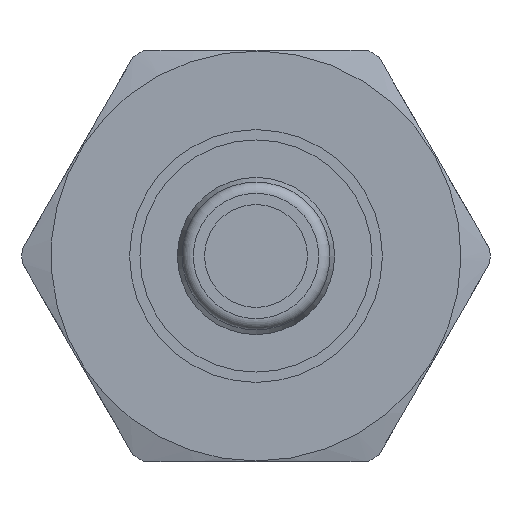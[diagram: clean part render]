
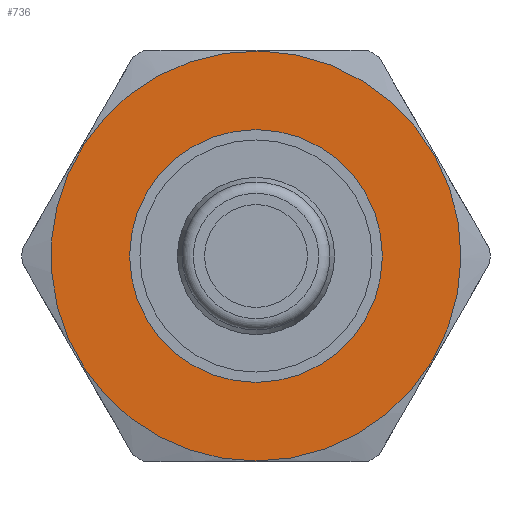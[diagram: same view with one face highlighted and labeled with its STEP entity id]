
A CAD part, front view. The second image highlights one B-rep face of the part: STEP entity #736.
In plain terms, the highlighted planar face has unit normal (0, -1, 0).
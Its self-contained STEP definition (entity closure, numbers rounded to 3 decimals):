
#73=PLANE('',#783);
#92=ORIENTED_EDGE('',*,*,#209,.F.);
#93=ORIENTED_EDGE('',*,*,#210,.T.);
#209=EDGE_CURVE('',#268,#268,#315,.T.);
#210=EDGE_CURVE('',#269,#269,#316,.T.);
#268=VERTEX_POINT('',#1021);
#269=VERTEX_POINT('',#1023);
#315=CIRCLE('',#784,6.75);
#316=CIRCLE('',#785,10.95);
#351=EDGE_LOOP('',(#92));
#352=EDGE_LOOP('',(#93));
#411=FACE_BOUND('',#351,.T.);
#412=FACE_BOUND('',#352,.T.);
#736=ADVANCED_FACE('',(#411,#412),#73,.F.);
#783=AXIS2_PLACEMENT_3D('',#1019,#865,#866);
#784=AXIS2_PLACEMENT_3D('',#1020,#867,#868);
#785=AXIS2_PLACEMENT_3D('',#1022,#869,#870);
#865=DIRECTION('',(0.,1.,0.));
#866=DIRECTION('',(0.,0.,1.));
#867=DIRECTION('',(0.,-1.,0.));
#868=DIRECTION('',(0.,0.,-1.));
#869=DIRECTION('',(0.,-1.,0.));
#870=DIRECTION('',(0.,0.,-1.));
#1019=CARTESIAN_POINT('',(0.,-22.,6.75));
#1020=CARTESIAN_POINT('',(0.,-22.,0.));
#1021=CARTESIAN_POINT('',(0.,-22.,-6.75));
#1022=CARTESIAN_POINT('',(0.,-22.,0.));
#1023=CARTESIAN_POINT('',(0.,-22.,-10.95));
